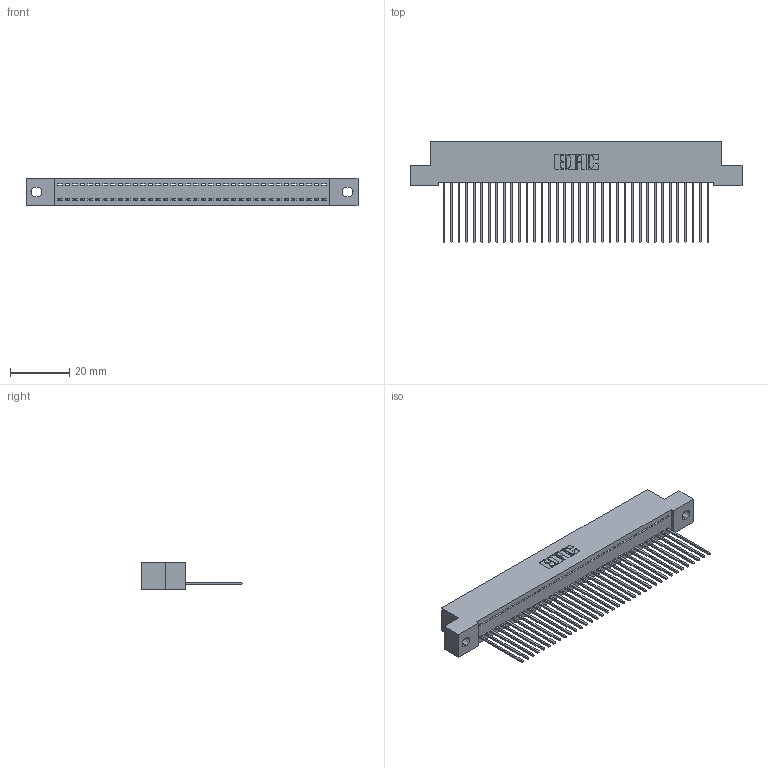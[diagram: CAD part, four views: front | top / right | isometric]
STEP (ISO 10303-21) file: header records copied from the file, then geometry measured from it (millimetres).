
FILE_DESCRIPTION (( 'STEP AP203' ), '1' );
FILE_NAME ('392-036-541-102.STEP', '2019-10-07T17:15:45', ( '' ), ( '' ), 'SwSTEP 2.0', 'SolidWorks 2016', '' );
FILE_SCHEMA (( 'CONFIG_CONTROL_DESIGN' ));
Length unit declared in the file: inch
Products named in the file (3): 345-292-001_345-293-141; 392-036-541-102; 342 Part_.128 Slot
Assembly tree (37 placements, depth 2):
  392-036-541-102
    342 Part_.128 Slot
    345-292-001_345-293-141  x36
Bounding box: 111.76 x 34.3 x 9.4 mm (x, y, z)
Volume: 9843.7 mm3; surface area: 14778.1 mm2
Topology: 37 solids, 37 shells, 2202 faces, 6647 edges, 4382 vertices
Faces by surface type: plane 1582, cylinder 620
Entity records: 22805 total; most frequent: CARTESIAN_POINT 3942, ORIENTED_EDGE 3914, DIRECTION 3337, EDGE_CURVE 1957, LINE 1829, VECTOR 1829, VERTEX_POINT 1302, AXIS2_PLACEMENT_3D 754
